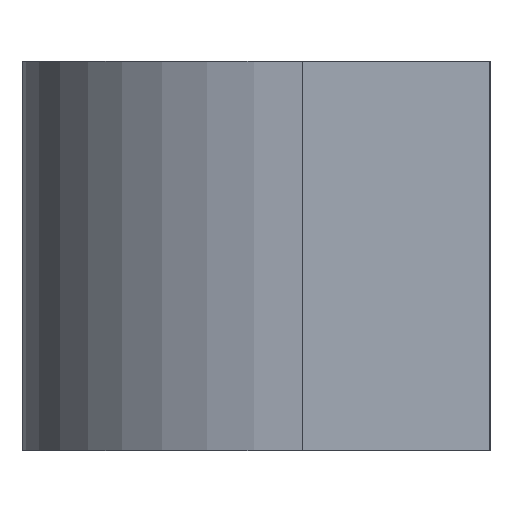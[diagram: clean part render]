
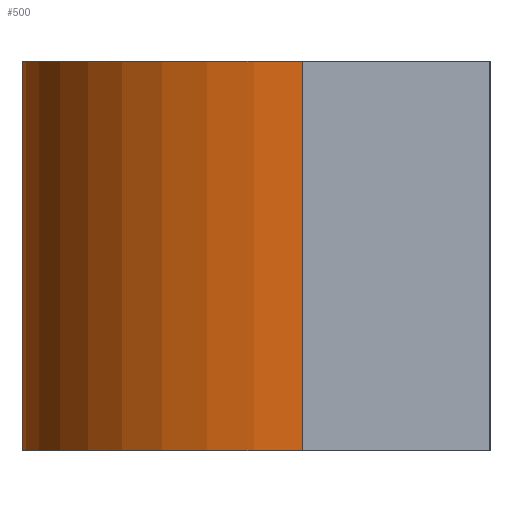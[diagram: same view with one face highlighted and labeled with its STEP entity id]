
A CAD part, left-side view. The second image highlights one B-rep face of the part: STEP entity #500.
In plain terms, the highlighted cylindrical face has radius 18 mm (diameter 36 mm), a partial arc.
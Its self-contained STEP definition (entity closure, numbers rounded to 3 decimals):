
#49 = VERTEX_POINT ( 'NONE', #371 ) ;
#101 = DIRECTION ( 'NONE',  ( 0., 0., -1. ) ) ;
#155 = LINE ( 'NONE', #389, #187 ) ;
#162 = DIRECTION ( 'NONE',  ( -1., 0., 0. ) ) ;
#177 = CARTESIAN_POINT ( 'NONE',  ( -50., 12., 12.5 ) ) ;
#187 = VECTOR ( 'NONE', #101, 1000. ) ;
#188 = ORIENTED_EDGE ( 'NONE', *, *, #667, .T. ) ;
#235 = FACE_OUTER_BOUND ( 'NONE', #671, .T. ) ;
#247 = CARTESIAN_POINT ( 'NONE',  ( -68., 12., -12.5 ) ) ;
#251 = AXIS2_PLACEMENT_3D ( 'NONE', #400, #459, #162 ) ;
#280 = VERTEX_POINT ( 'NONE', #247 ) ;
#287 = CIRCLE ( 'NONE', #251, 18. ) ;
#330 = AXIS2_PLACEMENT_3D ( 'NONE', #177, #471, #581 ) ;
#370 = CIRCLE ( 'NONE', #414, 18. ) ;
#371 = CARTESIAN_POINT ( 'NONE',  ( -50., 30., -12.5 ) ) ;
#384 = ORIENTED_EDGE ( 'NONE', *, *, #582, .F. ) ;
#389 = CARTESIAN_POINT ( 'NONE',  ( -50., 30., 12.5 ) ) ;
#393 = DIRECTION ( 'NONE',  ( -1., 0., 0. ) ) ;
#400 = CARTESIAN_POINT ( 'NONE',  ( -50., 12., -12.5 ) ) ;
#409 = CYLINDRICAL_SURFACE ( 'NONE', #330, 18. ) ;
#414 = AXIS2_PLACEMENT_3D ( 'NONE', #735, #729, #393 ) ;
#453 = ORIENTED_EDGE ( 'NONE', *, *, #725, .F. ) ;
#459 = DIRECTION ( 'NONE',  ( 0., 0., 1. ) ) ;
#467 = CARTESIAN_POINT ( 'NONE',  ( -68., 12., 12.5 ) ) ;
#471 = DIRECTION ( 'NONE',  ( 0., 0., -1. ) ) ;
#500 = ADVANCED_FACE ( 'NONE', ( #235 ), #409, .T. ) ;
#513 = CARTESIAN_POINT ( 'NONE',  ( -68., 12., 12.5 ) ) ;
#569 = VECTOR ( 'NONE', #638, 1000. ) ;
#576 = CARTESIAN_POINT ( 'NONE',  ( -50., 30., 12.5 ) ) ;
#581 = DIRECTION ( 'NONE',  ( -1., 0., 0. ) ) ;
#582 = EDGE_CURVE ( 'NONE', #637, #605, #370, .T. ) ;
#605 = VERTEX_POINT ( 'NONE', #513 ) ;
#614 = EDGE_CURVE ( 'NONE', #49, #280, #287, .T. ) ;
#637 = VERTEX_POINT ( 'NONE', #576 ) ;
#638 = DIRECTION ( 'NONE',  ( 0., 0., -1. ) ) ;
#647 = ORIENTED_EDGE ( 'NONE', *, *, #614, .T. ) ;
#667 = EDGE_CURVE ( 'NONE', #637, #49, #155, .T. ) ;
#671 = EDGE_LOOP ( 'NONE', ( #647, #453, #384, #188 ) ) ;
#686 = LINE ( 'NONE', #467, #569 ) ;
#725 = EDGE_CURVE ( 'NONE', #605, #280, #686, .T. ) ;
#729 = DIRECTION ( 'NONE',  ( 0., 0., 1. ) ) ;
#735 = CARTESIAN_POINT ( 'NONE',  ( -50., 12., 12.5 ) ) ;
